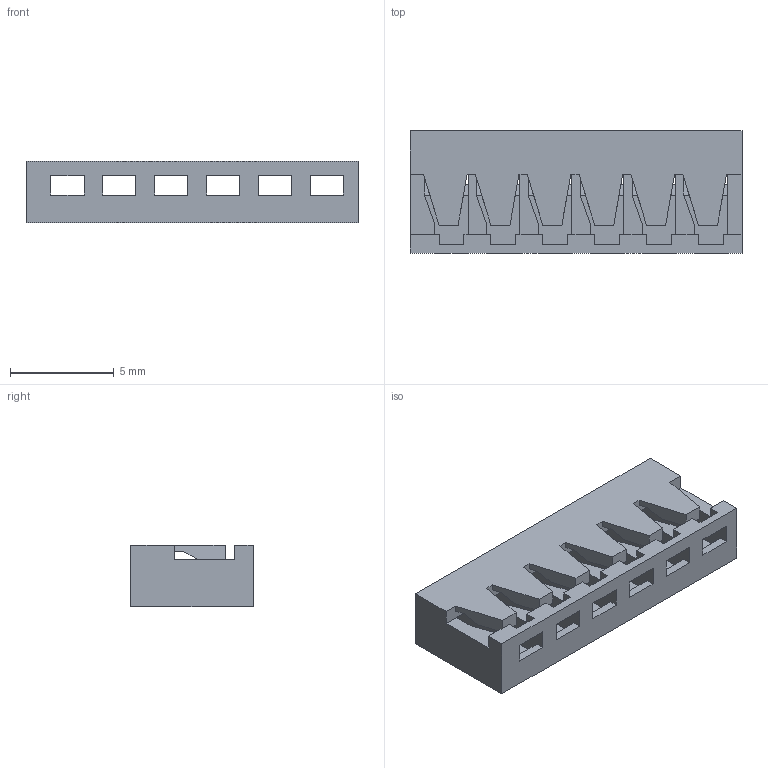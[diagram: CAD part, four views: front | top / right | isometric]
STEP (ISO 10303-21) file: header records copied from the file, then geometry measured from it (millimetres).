
FILE_DESCRIPTION((''),'2;1');
FILE_NAME('350220006','2014-11-04T',('ME'),(''),'PRO/ENGINEER BY PARAMETRIC TECHNOLOGY CORPORATION, 2011490','PRO/ENGINEER BY PARAMETRIC TECHNOLOGY CORPORATION, 2011490','');
FILE_SCHEMA(('CONFIG_CONTROL_DESIGN'));
Length unit declared in the file: millimetre
Products named in the file (1): 350220006
Bounding box: 16 x 5.9 x 2.95 mm (x, y, z)
Volume: 128.6 mm3; surface area: 555 mm2
Topology: 1 solids, 1 shells, 202 faces, 606 edges, 388 vertices
Faces by surface type: plane 202
Entity records: 6683 total; most frequent: ORIENTED_EDGE 1188, CARTESIAN_POINT 1185, DIRECTION 1024, VECTOR 594, LINE 594, EDGE_CURVE 594, VERTEX_POINT 376, AXIS2_PLACEMENT_3D 215
